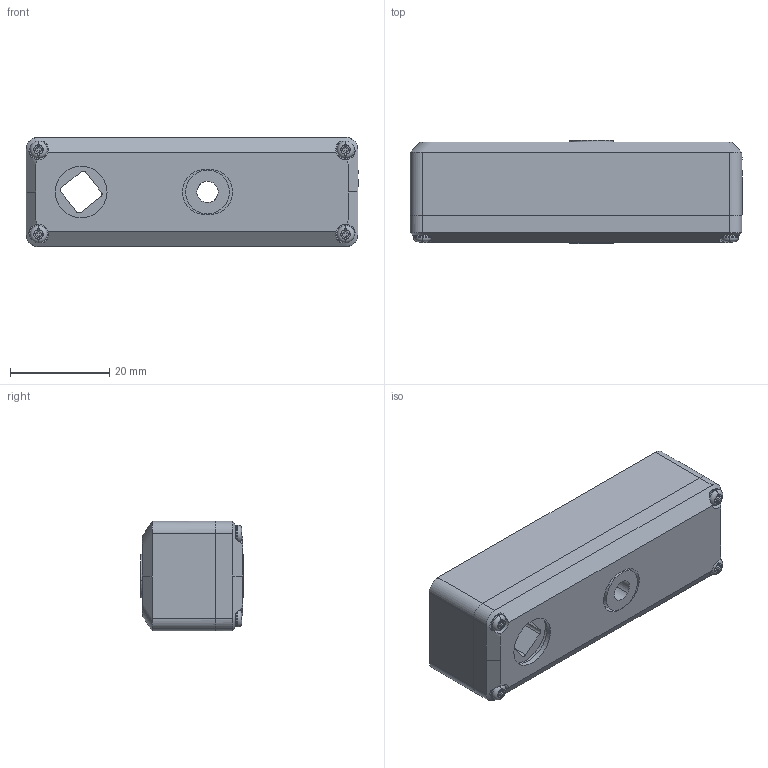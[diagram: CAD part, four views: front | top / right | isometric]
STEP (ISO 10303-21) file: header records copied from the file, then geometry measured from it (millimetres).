
FILE_DESCRIPTION (( 'STEP AP203' ), '1' );
FILE_NAME ('276-6050 Web.STEP', '2020-09-23T14:21:42', ( '' ), ( '' ), 'SwSTEP 2.0', 'SolidWorks 2019', '' );
FILE_SCHEMA (( 'CONFIG_CONTROL_DESIGN' ));
Length unit declared in the file: millimetre
Products named in the file (8): 276-6050-001 Web; 276-6050-901 Web; 276-6050-015 Web; 276-6050-005 Web; 276-6050-002 Web; 276-6050 Web; 276-6050-019 Web; 276-6050-013 Web_276-6050-013 Rev6
Assembly tree (10 placements, depth 2):
  276-6050 Web
    276-6050-001 Web
    276-6050-002 Web
    276-6050-005 Web
    276-6050-015 Web
    276-6050-019 Web  x4
    276-6050-901 Web
    276-6050-013 Web_276-6050-013 Rev6
Bounding box: 66.75 x 20.7 x 22 mm (x, y, z)
Volume: 24240.7 mm3; surface area: 15446.8 mm2
Topology: 10 solids, 10 shells, 813 faces, 2266 edges, 1502 vertices
Faces by surface type: plane 425, cylinder 278, bspline 61, cone 33, torus 16
Entity records: 31856 total; most frequent: CARTESIAN_POINT 15409, ORIENTED_EDGE 3428, DIRECTION 2970, EDGE_CURVE 1714, VERTEX_POINT 1139, LINE 1124, VECTOR 1124, AXIS2_PLACEMENT_3D 923
